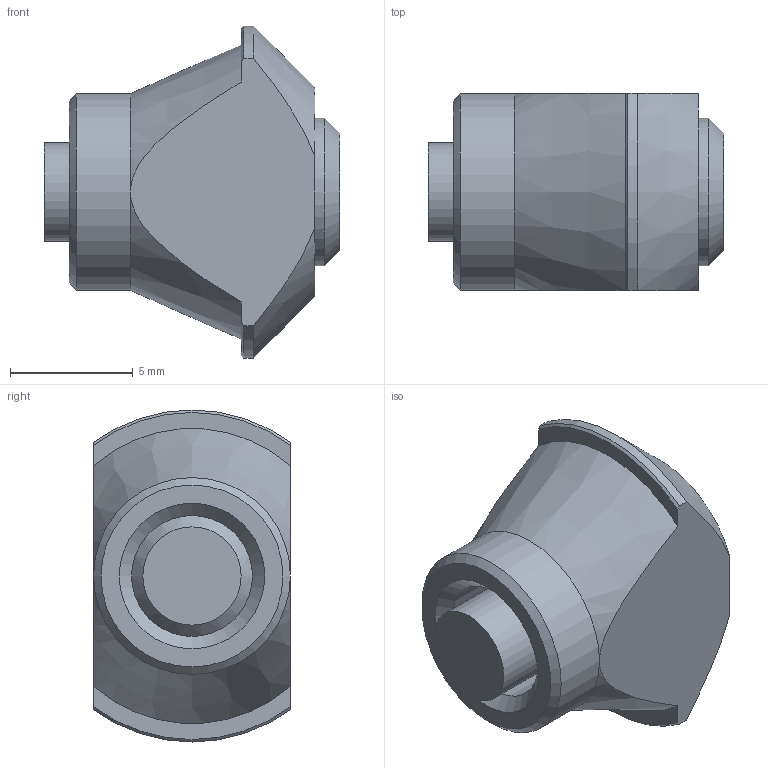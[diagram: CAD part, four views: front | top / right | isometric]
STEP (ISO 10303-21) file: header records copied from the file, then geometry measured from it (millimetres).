
FILE_DESCRIPTION((''),'2;1');
FILE_NAME('SZ7000N_A.stp','2013-09-03T08:46:16',('janine behrens'),(''),'Autodesk Inventor 2012','Autodesk Inventor 2012','');
FILE_SCHEMA(('AUTOMOTIVE_DESIGN { 1 0 10303 214 1 1 1 1 }'));
Length unit declared in the file: millimetre
Products named in the file (3): SZ7000N_A; DK0915060120_A; ME0350010_A
Assembly tree (2 placements, depth 2):
  SZ7000N_A
    DK0915060120_A
    ME0350010_A
Bounding box: 12 x 8 x 13.5 mm (x, y, z)
Volume: 744.5 mm3; surface area: 832.9 mm2
Topology: 2 solids, 2 shells, 32 faces, 76 edges, 48 vertices
Faces by surface type: plane 14, cone 12, cylinder 6
Full cylindrical faces by diameter (mm): 4 x1, 4.917 x1, 6 x1, 8 x1
Entity records: 917 total; most frequent: CARTESIAN_POINT 181, DIRECTION 142, ORIENTED_EDGE 126, EDGE_CURVE 63, AXIS2_PLACEMENT_3D 60, VERTEX_POINT 45, EDGE_LOOP 44, FACE_OUTER_BOUND 32
